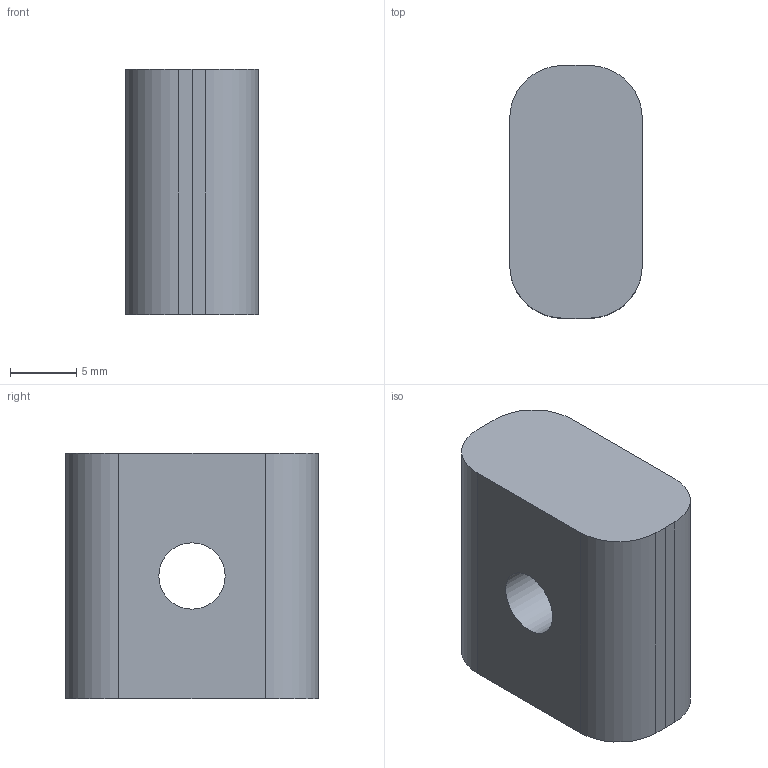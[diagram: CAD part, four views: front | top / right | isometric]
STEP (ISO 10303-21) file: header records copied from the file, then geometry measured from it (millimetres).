
FILE_DESCRIPTION(/* description */ (''),/* implementation_level */ '2;1');
FILE_NAME(/* name */ '1703147930935.stp',/* time_stamp */ '2023-12-21T14:09:00+06:00',/* author */ (''),/* organization */ ('SMS'),/* preprocessor_version */ 'ST-DEVELOPER v16.7',/* originating_system */ 'SIEMENS PLM Software NX 12.0',/* authorisation */ '');
FILE_SCHEMA (('AUTOMOTIVE_DESIGN { 1 0 10303 214 3 1 1 1 }'));
Length unit declared in the file: millimetre
Products named in the file (1): 205079599mod000_00
Bounding box: 10 x 19.05 x 18.5 mm (x, y, z)
Volume: 3074.1 mm3; surface area: 1419.2 mm2
Topology: 1 solids, 1 shells, 13 faces, 38 edges, 29 vertices
Faces by surface type: plane 8, cylinder 5
Full cylindrical faces by diameter (mm): 5 x1
Entity records: 585 total; most frequent: CARTESIAN_POINT 187, ORIENTED_EDGE 72, DIRECTION 70, EDGE_CURVE 36, VERTEX_POINT 26, AXIS2_PLACEMENT_3D 26, LINE 18, VECTOR 18
